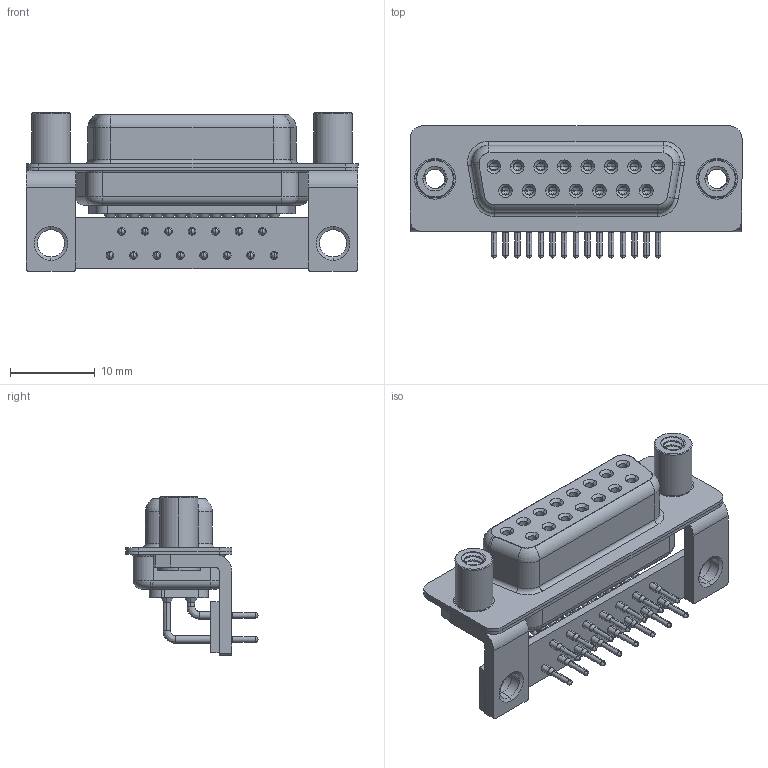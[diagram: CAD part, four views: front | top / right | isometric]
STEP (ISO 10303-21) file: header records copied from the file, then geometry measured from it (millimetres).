
FILE_DESCRIPTION (( 'STEP AP203' ), '1' );
FILE_NAME ('622-M15-360-WN6.STEP', '2018-09-24T21:03:25', ( '' ), ( '' ), 'SwSTEP 2.0', 'SolidWorks 2016', '' );
FILE_SCHEMA (( 'CONFIG_CONTROL_DESIGN' ));
Length unit declared in the file: millimetre
Products named in the file (9): 622M Contact Row 2; 622M Stabilizer Bracket; 622M 4-40 Threaded Standoff; 622M Stabilizer Board_15 Contacts; 622-M15-360-WN6; 622M Housing_15 Contacts; 622M Shell Front_15 Contacts; 622M Shell Rear_15 Contacts; 622M Contact Row 1
Assembly tree (23 placements, depth 2):
  622-M15-360-WN6
    622M Housing_15 Contacts
    622M Shell Front_15 Contacts
    622M Shell Rear_15 Contacts
    622M Contact Row 1  x8
    622M Contact Row 2  x7
    622M Stabilizer Bracket  x2
    622M 4-40 Threaded Standoff  x2
    622M Stabilizer Board_15 Contacts
Bounding box: 39.2 x 15.6 x 18.7 mm (x, y, z)
Volume: 3100.2 mm3; surface area: 7826.6 mm2
Topology: 23 solids, 23 shells, 1204 faces, 3070 edges, 1940 vertices
Faces by surface type: cylinder 576, plane 320, cone 179, bspline 66, torus 63
Entity records: 21398 total; most frequent: CARTESIAN_POINT 5281, DIRECTION 3339, ORIENTED_EDGE 2934, EDGE_CURVE 1467, AXIS2_PLACEMENT_3D 1378, VERTEX_POINT 936, CIRCLE 757, EDGE_LOOP 747
